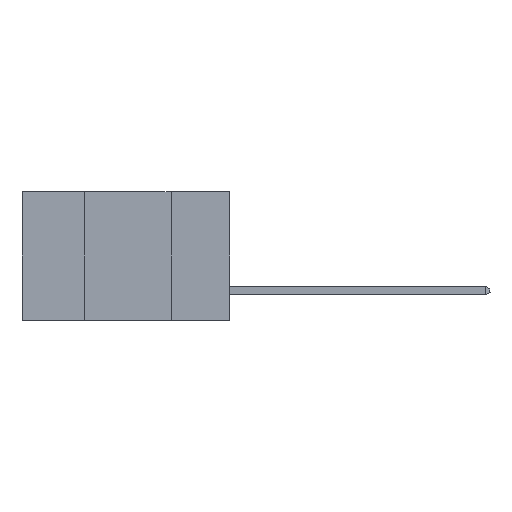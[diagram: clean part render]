
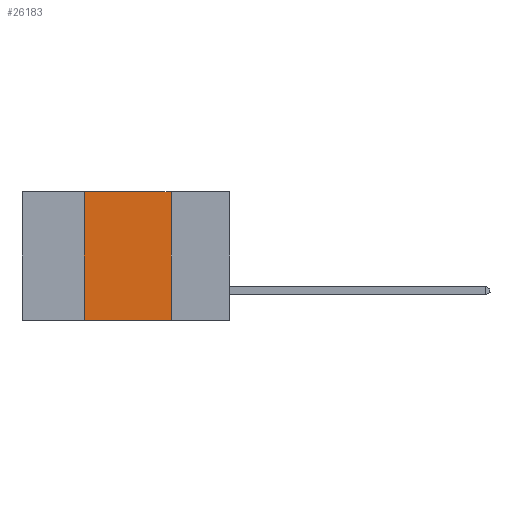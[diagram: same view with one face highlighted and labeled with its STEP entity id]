
A CAD part, left-side view. The second image highlights one B-rep face of the part: STEP entity #26183.
In plain terms, the highlighted planar face has unit normal (-1, 0, 0).
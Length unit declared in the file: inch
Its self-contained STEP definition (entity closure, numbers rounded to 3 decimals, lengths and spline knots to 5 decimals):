
#338 = VECTOR ( 'NONE', #11993, 39.37008 ) ;
#1870 = ORIENTED_EDGE ( 'NONE', *, *, #15596, .F. ) ;
#3513 = EDGE_CURVE ( 'NONE', #12609, #9490, #23631, .T. ) ;
#5058 = DIRECTION ( 'NONE',  ( 0., -1., 0. ) ) ;
#5136 = CARTESIAN_POINT ( 'NONE',  ( 0., 0.6, 0. ) ) ;
#5986 = VECTOR ( 'NONE', #5058, 39.37008 ) ;
#6331 = CARTESIAN_POINT ( 'NONE',  ( 0., 0.42, 0. ) ) ;
#6351 = DIRECTION ( 'NONE',  ( 0., 0., 1. ) ) ;
#8268 = VERTEX_POINT ( 'NONE', #6331 ) ;
#9490 = VERTEX_POINT ( 'NONE', #9632 ) ;
#9632 = CARTESIAN_POINT ( 'NONE',  ( 0., 0.17, -0.37 ) ) ;
#9938 = LINE ( 'NONE', #5136, #338 ) ;
#10547 = DIRECTION ( 'NONE',  ( 0., 0., -1. ) ) ;
#11058 = EDGE_CURVE ( 'NONE', #15686, #9490, #23788, .T. ) ;
#11791 = ORIENTED_EDGE ( 'NONE', *, *, #3513, .F. ) ;
#11993 = DIRECTION ( 'NONE',  ( 0., -1., 0. ) ) ;
#12609 = VERTEX_POINT ( 'NONE', #19258 ) ;
#12770 = CARTESIAN_POINT ( 'NONE',  ( 0., 0.6, 0. ) ) ;
#13998 = VECTOR ( 'NONE', #27588, 39.37008 ) ;
#15044 = CARTESIAN_POINT ( 'NONE',  ( 0., 0.42, -0.37 ) ) ;
#15596 = EDGE_CURVE ( 'NONE', #8268, #12609, #9938, .T. ) ;
#15686 = VERTEX_POINT ( 'NONE', #15044 ) ;
#16319 = FACE_OUTER_BOUND ( 'NONE', #28963, .T. ) ;
#17348 = ORIENTED_EDGE ( 'NONE', *, *, #18048, .F. ) ;
#17679 = CARTESIAN_POINT ( 'NONE',  ( 0., 0.42, 0. ) ) ;
#18048 = EDGE_CURVE ( 'NONE', #15686, #8268, #28310, .T. ) ;
#18536 = CARTESIAN_POINT ( 'NONE',  ( 0., 0.17, 0. ) ) ;
#18807 = CARTESIAN_POINT ( 'NONE',  ( 0., 0.6, -0.37 ) ) ;
#19258 = CARTESIAN_POINT ( 'NONE',  ( 0., 0.17, 0. ) ) ;
#19739 = ORIENTED_EDGE ( 'NONE', *, *, #11058, .T. ) ;
#22972 = VECTOR ( 'NONE', #6351, 39.37008 ) ;
#23327 = AXIS2_PLACEMENT_3D ( 'NONE', #12770, #24304, #10547 ) ;
#23631 = LINE ( 'NONE', #18536, #13998 ) ;
#23788 = LINE ( 'NONE', #18807, #5986 ) ;
#24304 = DIRECTION ( 'NONE',  ( 1., 0., 0. ) ) ;
#26183 = ADVANCED_FACE ( 'NONE', ( #16319 ), #28994, .F. ) ;
#27588 = DIRECTION ( 'NONE',  ( 0., 0., -1. ) ) ;
#28310 = LINE ( 'NONE', #17679, #22972 ) ;
#28963 = EDGE_LOOP ( 'NONE', ( #11791, #1870, #17348, #19739 ) ) ;
#28994 = PLANE ( 'NONE',  #23327 ) ;
